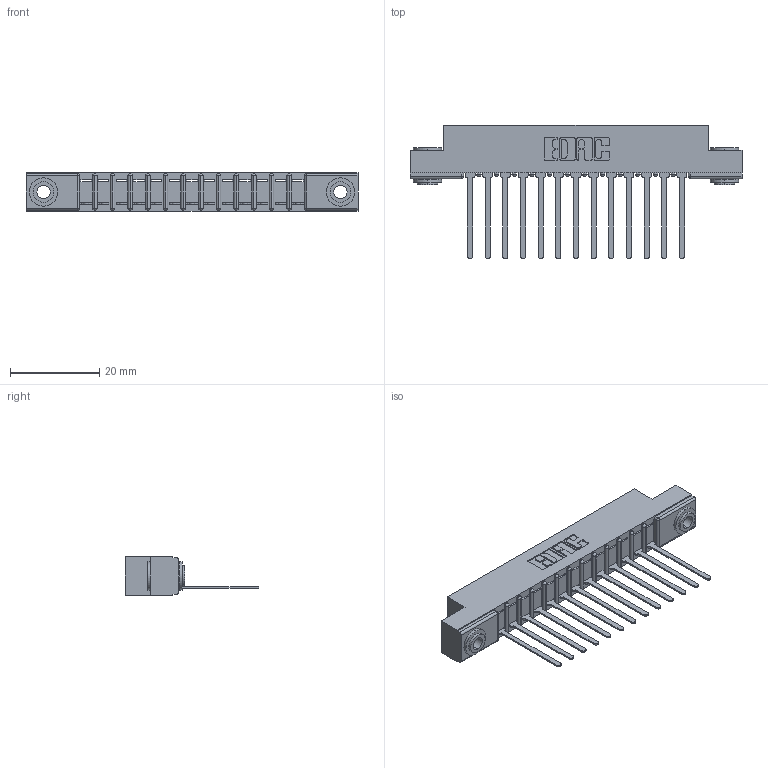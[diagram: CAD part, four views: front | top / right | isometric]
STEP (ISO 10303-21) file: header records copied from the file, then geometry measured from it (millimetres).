
FILE_DESCRIPTION (( 'STEP AP203' ), '1' );
FILE_NAME ('357-013-445-103.STEP', '2020-09-30T13:44:05', ( '' ), ( '' ), 'SwSTEP 2.0', 'SolidWorks 2020', '' );
FILE_SCHEMA (( 'CONFIG_CONTROL_DESIGN' ));
Length unit declared in the file: inch
Products named in the file (4): 345-250-002_345-250-002-102; 307-290-001_545; 307 Part_.156 Dia Mounting Holes; 357-013-445-103
Assembly tree (16 placements, depth 2):
  357-013-445-103
    307 Part_.156 Dia Mounting Holes
    307-290-001_545  x13
    345-250-002_345-250-002-102  x2
Bounding box: 74.52 x 30 x 8.71 mm (x, y, z)
Volume: 4781.8 mm3; surface area: 7647.9 mm2
Topology: 16 solids, 16 shells, 912 faces, 2541 edges, 1634 vertices
Faces by surface type: plane 575, cylinder 301, sphere 28, cone 8
Entity records: 15753 total; most frequent: CARTESIAN_POINT 2621, ORIENTED_EDGE 2598, DIRECTION 2581, EDGE_CURVE 1299, LINE 977, VECTOR 977, VERTEX_POINT 842, AXIS2_PLACEMENT_3D 802
